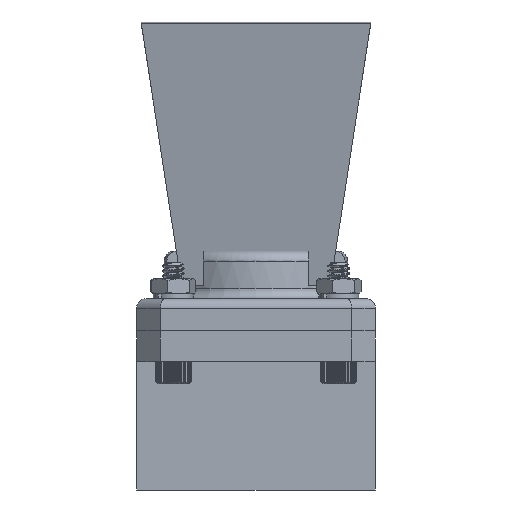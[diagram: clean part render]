
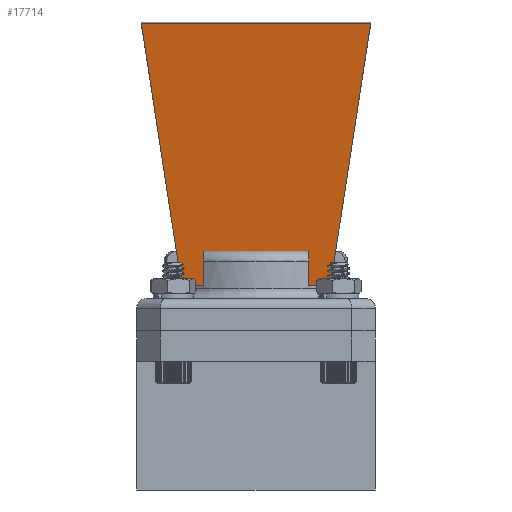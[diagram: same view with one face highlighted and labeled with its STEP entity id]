
A CAD part, front view. The second image highlights one B-rep face of the part: STEP entity #17714.
In plain terms, the highlighted face is planar.
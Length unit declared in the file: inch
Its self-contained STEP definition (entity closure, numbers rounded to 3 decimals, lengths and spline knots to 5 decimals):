
#264 = CARTESIAN_POINT ( 'NONE',  ( 2.2942, 1.92923, 0.52106 ) ) ;
#325 = CARTESIAN_POINT ( 'NONE',  ( -0.332, 0.2835, 0.24983 ) ) ;
#443 = LINE ( 'NONE', #325, #19430 ) ;
#952 = ORIENTED_EDGE ( 'NONE', *, *, #13483, .T. ) ;
#1155 = CARTESIAN_POINT ( 'NONE',  ( 0.72034, 1.92923, 0.52106 ) ) ;
#1158 = EDGE_CURVE ( 'NONE', #7366, #6470, #443, .T. ) ;
#1367 = VERTEX_POINT ( 'NONE', #15420 ) ;
#1906 = LINE ( 'NONE', #18054, #14232 ) ;
#2007 = FACE_OUTER_BOUND ( 'NONE', #6079, .T. ) ;
#2135 = DIRECTION ( 'NONE',  ( 0.15, -0.976, -0.161 ) ) ;
#3208 = VECTOR ( 'NONE', #7654, 39.37008 ) ;
#3255 = CARTESIAN_POINT ( 'NONE',  ( 0.332, 0.43952, 0.27554 ) ) ;
#3647 = VERTEX_POINT ( 'NONE', #19934 ) ;
#3914 = CARTESIAN_POINT ( 'NONE',  ( 0.75583, 2.15979, 0.55905 ) ) ;
#3945 = CARTESIAN_POINT ( 'NONE',  ( -0.332, 0.43952, 0.27554 ) ) ;
#4192 = DIRECTION ( 'NONE',  ( 1., 0., 0. ) ) ;
#4240 = ORIENTED_EDGE ( 'NONE', *, *, #18315, .T. ) ;
#4709 = EDGE_CURVE ( 'NONE', #7883, #13282, #10938, .T. ) ;
#4987 = DIRECTION ( 'NONE',  ( -1., 0., 0. ) ) ;
#5659 = DIRECTION ( 'NONE',  ( -0.15, -0.976, -0.161 ) ) ;
#6079 = EDGE_LOOP ( 'NONE', ( #952, #8753, #7606, #16199, #11444, #4240, #18219, #22663 ) ) ;
#6470 = VERTEX_POINT ( 'NONE', #13748 ) ;
#6594 = EDGE_CURVE ( 'NONE', #1367, #9598, #21445, .T. ) ;
#6735 = LINE ( 'NONE', #7075, #13898 ) ;
#7075 = CARTESIAN_POINT ( 'NONE',  ( 2.2942, 1.92923, 0.52106 ) ) ;
#7366 = VERTEX_POINT ( 'NONE', #9562 ) ;
#7481 = DIRECTION ( 'NONE',  ( 0., 0.163, -0.987 ) ) ;
#7544 = DIRECTION ( 'NONE',  ( 1., 0., 0. ) ) ;
#7606 = ORIENTED_EDGE ( 'NONE', *, *, #22456, .T. ) ;
#7654 = DIRECTION ( 'NONE',  ( 0., 0.987, 0.163 ) ) ;
#7883 = VERTEX_POINT ( 'NONE', #1155 ) ;
#7920 = CARTESIAN_POINT ( 'NONE',  ( 0.332, 0.2835, 0.24983 ) ) ;
#8044 = EDGE_CURVE ( 'NONE', #7883, #3647, #6735, .T. ) ;
#8753 = ORIENTED_EDGE ( 'NONE', *, *, #1158, .T. ) ;
#9555 = VECTOR ( 'NONE', #10033, 39.37008 ) ;
#9562 = CARTESIAN_POINT ( 'NONE',  ( -0.467, 0.2835, 0.24983 ) ) ;
#9598 = VERTEX_POINT ( 'NONE', #21345 ) ;
#10033 = DIRECTION ( 'NONE',  ( 0., -0.987, -0.163 ) ) ;
#10588 = VECTOR ( 'NONE', #5659, 39.37008 ) ;
#10838 = CARTESIAN_POINT ( 'NONE',  ( 0.332, 0.2835, 0.24983 ) ) ;
#10938 = LINE ( 'NONE', #3914, #10588 ) ;
#11444 = ORIENTED_EDGE ( 'NONE', *, *, #16201, .T. ) ;
#11861 = AXIS2_PLACEMENT_3D ( 'NONE', #264, #7481, #12547 ) ;
#12547 = DIRECTION ( 'NONE',  ( 0., 0.987, 0.163 ) ) ;
#13282 = VERTEX_POINT ( 'NONE', #22157 ) ;
#13483 = EDGE_CURVE ( 'NONE', #3647, #7366, #1906, .T. ) ;
#13748 = CARTESIAN_POINT ( 'NONE',  ( -0.332, 0.2835, 0.24983 ) ) ;
#13898 = VECTOR ( 'NONE', #4987, 39.37008 ) ;
#14050 = VECTOR ( 'NONE', #17842, 39.37008 ) ;
#14216 = CARTESIAN_POINT ( 'NONE',  ( -1.09795, 0.5, 0.28551 ) ) ;
#14232 = VECTOR ( 'NONE', #2135, 39.37008 ) ;
#14975 = LINE ( 'NONE', #7920, #18584 ) ;
#15420 = CARTESIAN_POINT ( 'NONE',  ( -0.332, 0.5, 0.28551 ) ) ;
#16199 = ORIENTED_EDGE ( 'NONE', *, *, #6594, .T. ) ;
#16201 = EDGE_CURVE ( 'NONE', #9598, #16324, #19038, .T. ) ;
#16324 = VERTEX_POINT ( 'NONE', #10838 ) ;
#16410 = PLANE ( 'NONE',  #11861 ) ;
#17714 = ADVANCED_FACE ( 'NONE', ( #2007 ), #16410, .F. ) ;
#17842 = DIRECTION ( 'NONE',  ( 1., 0., 0. ) ) ;
#18000 = LINE ( 'NONE', #3945, #3208 ) ;
#18054 = CARTESIAN_POINT ( 'NONE',  ( -0.75583, 2.15979, 0.55905 ) ) ;
#18219 = ORIENTED_EDGE ( 'NONE', *, *, #4709, .F. ) ;
#18315 = EDGE_CURVE ( 'NONE', #16324, #13282, #14975, .T. ) ;
#18584 = VECTOR ( 'NONE', #4192, 39.37008 ) ;
#19038 = LINE ( 'NONE', #3255, #9555 ) ;
#19430 = VECTOR ( 'NONE', #7544, 39.37008 ) ;
#19934 = CARTESIAN_POINT ( 'NONE',  ( -0.72034, 1.92923, 0.52106 ) ) ;
#21345 = CARTESIAN_POINT ( 'NONE',  ( 0.332, 0.5, 0.28551 ) ) ;
#21445 = LINE ( 'NONE', #14216, #14050 ) ;
#22157 = CARTESIAN_POINT ( 'NONE',  ( 0.467, 0.2835, 0.24983 ) ) ;
#22456 = EDGE_CURVE ( 'NONE', #6470, #1367, #18000, .T. ) ;
#22663 = ORIENTED_EDGE ( 'NONE', *, *, #8044, .T. ) ;
